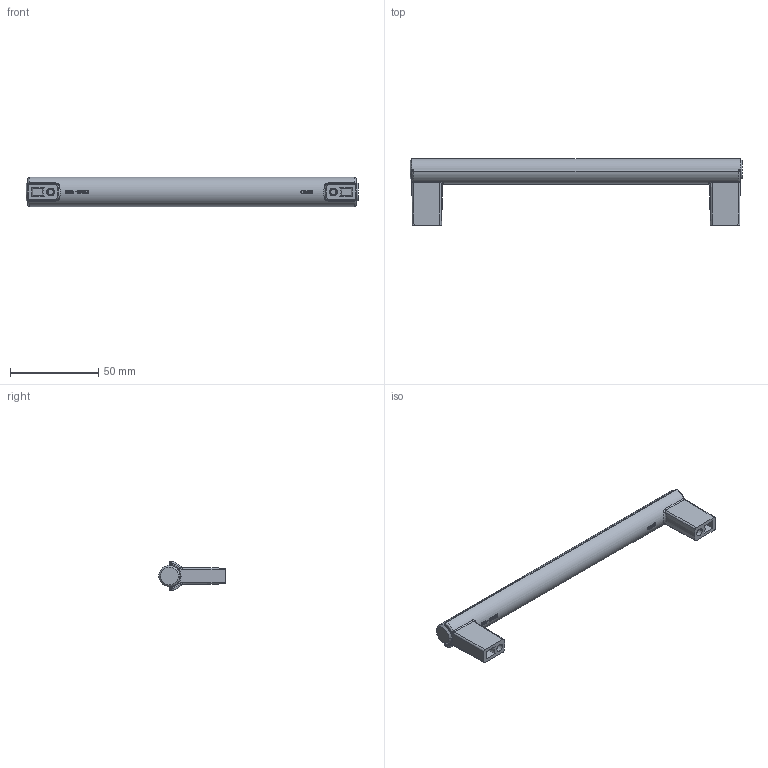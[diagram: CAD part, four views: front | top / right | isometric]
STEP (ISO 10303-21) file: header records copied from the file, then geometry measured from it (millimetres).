
FILE_DESCRIPTION(('Creo Elements/Direct Modeling STEP Export'),'2;1');
FILE_NAME('2658-188.stp','2024-11-18T12:45:34',(''),(''),'Creo Elements/Direct Modeling STEP processor for AP214 (Solid Model)','Creo Elements/Direct Modeling 20.0 12-Nov-2016 (C) Parametric Technology GmbH','');
FILE_SCHEMA(('AUTOMOTIVE_DESIGN { 1 0 10303 214 1 1 1 1 }'));
Length unit declared in the file: millimetre
Products named in the file (5): Griffstange; Muffe; HO-12389; ZN-12388; DIV-12383
Assembly tree (5 placements, depth 3):
  DIV-12383
    ZN-12388
    HO-12389
      Muffe  x2
      Griffstange
Bounding box: 188 x 37.6 x 16.66 mm (x, y, z)
Volume: 35553.5 mm3; surface area: 21588.4 mm2
Topology: 4 solids, 4 shells, 873 faces, 2497 edges, 1652 vertices
Faces by surface type: plane 649, cylinder 126, bspline 88, cone 10
Entity records: 41761 total; most frequent: CARTESIAN_POINT 20742, ORIENTED_EDGE 4564, DIRECTION 4456, EDGE_CURVE 2282, AXIS2_PLACEMENT_3D 1817, VERTEX_POINT 1509, ELLIPSE 990, EDGE_LOOP 827
